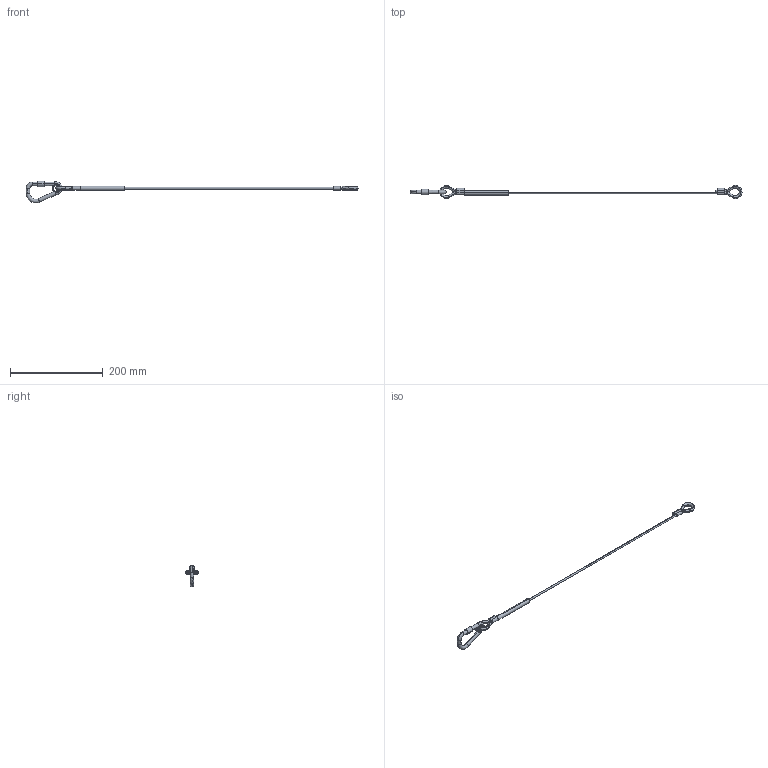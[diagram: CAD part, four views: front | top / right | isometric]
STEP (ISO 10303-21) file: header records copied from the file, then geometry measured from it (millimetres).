
FILE_DESCRIPTION (( 'STEP AP203' ), '1' );
FILE_NAME ('T45855.STEP', '2018-07-30T14:25:42', ( '' ), ( '' ), 'SwSTEP 2.0', 'SolidWorks 2016', '' );
FILE_SCHEMA (( 'CONFIG_CONTROL_DESIGN' ));
Length unit declared in the file: millimetre
Products named in the file (6): T45855; S2916; S3250_HEATSHRINK - BLACK -  DIA 9.5; T40100 (T45855); T38700; S3154
Assembly tree (7 placements, depth 2):
  T45855
    T40100 (T45855)
    T38700  x2
    S3154  x2
    S3250_HEATSHRINK - BLACK -  DIA 9.5
    S2916
Bounding box: 714 x 28 x 46.93 mm (x, y, z)
Volume: 24482.9 mm3; surface area: 26338 mm2
Topology: 7 solids, 7 shells, 151 faces, 357 edges, 218 vertices
Faces by surface type: cylinder 52, plane 50, torus 36, bspline 9, cone 4
Entity records: 5158 total; most frequent: CARTESIAN_POINT 1940, DIRECTION 582, ORIENTED_EDGE 518, EDGE_CURVE 259, AXIS2_PLACEMENT_3D 252, VERTEX_POINT 156, CIRCLE 140, EDGE_LOOP 117
